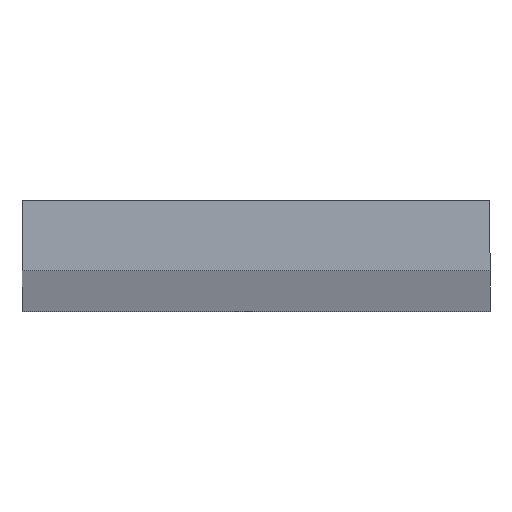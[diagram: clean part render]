
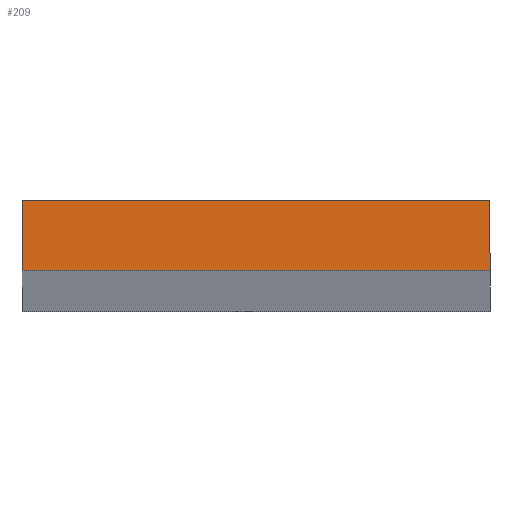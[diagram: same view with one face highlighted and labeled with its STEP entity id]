
A CAD part, top view. The second image highlights one B-rep face of the part: STEP entity #209.
In plain terms, the highlighted planar face has unit normal (0, 0, 1).
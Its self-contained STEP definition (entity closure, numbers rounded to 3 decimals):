
#4 = ORIENTED_EDGE ( 'NONE', *, *, #180, .T. ) ;
#13 = ORIENTED_EDGE ( 'NONE', *, *, #207, .T. ) ;
#17 = VERTEX_POINT ( 'NONE', #52 ) ;
#24 = DIRECTION ( 'NONE',  ( 0., 0., 1. ) ) ;
#38 = LINE ( 'NONE', #186, #140 ) ;
#42 = CARTESIAN_POINT ( 'NONE',  ( 10., 1.5, 500. ) ) ;
#52 = CARTESIAN_POINT ( 'NONE',  ( 10., 1.5, 500. ) ) ;
#56 = DIRECTION ( 'NONE',  ( 1., 0., 0. ) ) ;
#64 = VERTEX_POINT ( 'NONE', #159 ) ;
#77 = ORIENTED_EDGE ( 'NONE', *, *, #228, .T. ) ;
#105 = VERTEX_POINT ( 'NONE', #201 ) ;
#107 = VERTEX_POINT ( 'NONE', #173 ) ;
#108 = PLANE ( 'NONE',  #116 ) ;
#116 = AXIS2_PLACEMENT_3D ( 'NONE', #143, #24, #157 ) ;
#119 = DIRECTION ( 'NONE',  ( -1., 0., 0. ) ) ;
#125 = DIRECTION ( 'NONE',  ( 0., -1., 0. ) ) ;
#126 = LINE ( 'NONE', #42, #131 ) ;
#131 = VECTOR ( 'NONE', #170, 1000. ) ;
#140 = VECTOR ( 'NONE', #56, 1000. ) ;
#143 = CARTESIAN_POINT ( 'NONE',  ( 0., 0., 500. ) ) ;
#157 = DIRECTION ( 'NONE',  ( 1., 0., 0. ) ) ;
#159 = CARTESIAN_POINT ( 'NONE',  ( -10., -1.5, 500. ) ) ;
#162 = EDGE_CURVE ( 'NONE', #17, #105, #232, .T. ) ;
#163 = VECTOR ( 'NONE', #125, 1000. ) ;
#170 = DIRECTION ( 'NONE',  ( 0., 1., 0. ) ) ;
#173 = CARTESIAN_POINT ( 'NONE',  ( 10., -1.5, 500. ) ) ;
#180 = EDGE_CURVE ( 'NONE', #64, #107, #38, .T. ) ;
#186 = CARTESIAN_POINT ( 'NONE',  ( -10., -1.5, 500. ) ) ;
#188 = VECTOR ( 'NONE', #119, 1000. ) ;
#192 = ORIENTED_EDGE ( 'NONE', *, *, #162, .T. ) ;
#201 = CARTESIAN_POINT ( 'NONE',  ( -10., 1.5, 500. ) ) ;
#203 = EDGE_LOOP ( 'NONE', ( #13, #4, #77, #192 ) ) ;
#207 = EDGE_CURVE ( 'NONE', #105, #64, #218, .T. ) ;
#208 = CARTESIAN_POINT ( 'NONE',  ( -10., 1.5, 500. ) ) ;
#209 = ADVANCED_FACE ( 'NONE', ( #220 ), #108, .T. ) ;
#218 = LINE ( 'NONE', #221, #163 ) ;
#220 = FACE_OUTER_BOUND ( 'NONE', #203, .T. ) ;
#221 = CARTESIAN_POINT ( 'NONE',  ( -10., 1.5, 500. ) ) ;
#228 = EDGE_CURVE ( 'NONE', #107, #17, #126, .T. ) ;
#232 = LINE ( 'NONE', #208, #188 ) ;
